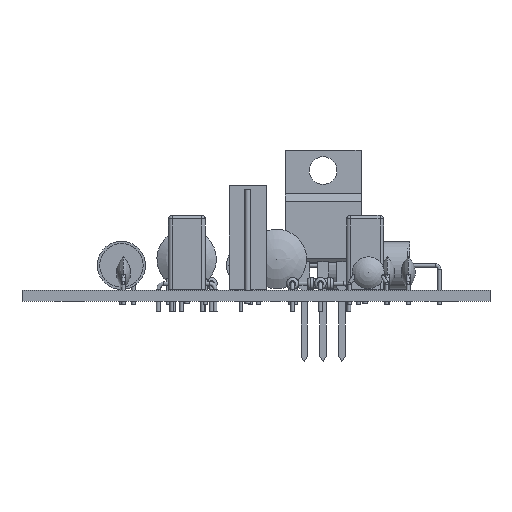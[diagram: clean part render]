
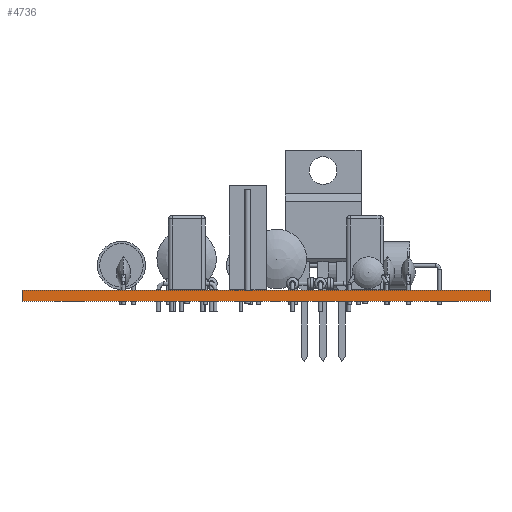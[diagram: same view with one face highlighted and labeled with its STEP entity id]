
A CAD part, front view. The second image highlights one B-rep face of the part: STEP entity #4736.
In plain terms, the highlighted planar face has unit normal (0, -1, 0).
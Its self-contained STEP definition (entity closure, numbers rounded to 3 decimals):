
#4736 = ADVANCED_FACE('',(#4737),#4771,.T.);
#4737 = FACE_BOUND('',#4738,.T.);
#4738 = EDGE_LOOP('',(#4739,#4749,#4757,#4765));
#4739 = ORIENTED_EDGE('',*,*,#4740,.T.);
#4740 = EDGE_CURVE('',#4741,#4743,#4745,.T.);
#4741 = VERTEX_POINT('',#4742);
#4742 = CARTESIAN_POINT('',(115.2,-140.6,0.));
#4743 = VERTEX_POINT('',#4744);
#4744 = CARTESIAN_POINT('',(115.2,-140.6,1.51));
#4745 = LINE('',#4746,#4747);
#4746 = CARTESIAN_POINT('',(115.2,-140.6,0.));
#4747 = VECTOR('',#4748,1.);
#4748 = DIRECTION('',(0.,0.,1.));
#4749 = ORIENTED_EDGE('',*,*,#4750,.T.);
#4750 = EDGE_CURVE('',#4743,#4751,#4753,.T.);
#4751 = VERTEX_POINT('',#4752);
#4752 = CARTESIAN_POINT('',(52.2,-140.6,1.51));
#4753 = LINE('',#4754,#4755);
#4754 = CARTESIAN_POINT('',(115.2,-140.6,1.51));
#4755 = VECTOR('',#4756,1.);
#4756 = DIRECTION('',(-1.,0.,0.));
#4757 = ORIENTED_EDGE('',*,*,#4758,.F.);
#4758 = EDGE_CURVE('',#4759,#4751,#4761,.T.);
#4759 = VERTEX_POINT('',#4760);
#4760 = CARTESIAN_POINT('',(52.2,-140.6,0.));
#4761 = LINE('',#4762,#4763);
#4762 = CARTESIAN_POINT('',(52.2,-140.6,0.));
#4763 = VECTOR('',#4764,1.);
#4764 = DIRECTION('',(0.,0.,1.));
#4765 = ORIENTED_EDGE('',*,*,#4766,.F.);
#4766 = EDGE_CURVE('',#4741,#4759,#4767,.T.);
#4767 = LINE('',#4768,#4769);
#4768 = CARTESIAN_POINT('',(115.2,-140.6,0.));
#4769 = VECTOR('',#4770,1.);
#4770 = DIRECTION('',(-1.,0.,0.));
#4771 = PLANE('',#4772);
#4772 = AXIS2_PLACEMENT_3D('',#4773,#4774,#4775);
#4773 = CARTESIAN_POINT('',(115.2,-140.6,0.));
#4774 = DIRECTION('',(0.,-1.,0.));
#4775 = DIRECTION('',(-1.,0.,0.));
